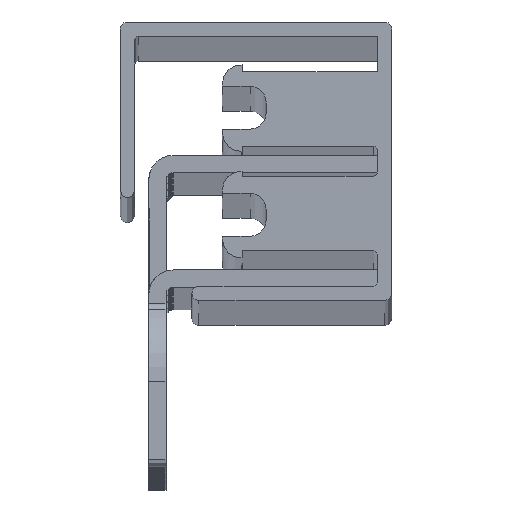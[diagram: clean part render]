
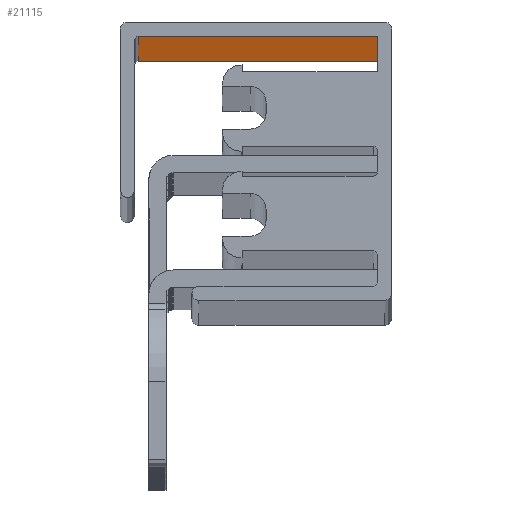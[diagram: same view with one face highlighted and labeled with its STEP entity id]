
A CAD part, top view. The second image highlights one B-rep face of the part: STEP entity #21115.
In plain terms, the highlighted planar face has unit normal (0, -1, 0).
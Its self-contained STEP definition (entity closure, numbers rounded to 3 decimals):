
#125=DIRECTION('',(-1.,0.,0.));
#126=VECTOR('',#125,16.75);
#127=CARTESIAN_POINT('',(8.5,8.75,-500.));
#128=LINE('',#127,#126);
#129=DIRECTION('',(0.,0.,-1.));
#130=VECTOR('',#129,1000.);
#131=CARTESIAN_POINT('',(8.5,8.75,500.));
#132=LINE('',#131,#130);
#133=DIRECTION('',(0.,0.,-1.));
#134=VECTOR('',#133,1000.);
#135=CARTESIAN_POINT('',(-8.25,8.75,500.));
#136=LINE('',#135,#134);
#8968=DIRECTION('',(-1.,0.,0.));
#8969=VECTOR('',#8968,16.75);
#8970=CARTESIAN_POINT('',(8.5,8.75,500.));
#8971=LINE('',#8970,#8969);
#16268=CARTESIAN_POINT('',(-8.25,8.75,-500.));
#16269=VERTEX_POINT('',#16268);
#16270=CARTESIAN_POINT('',(8.5,8.75,-500.));
#16271=VERTEX_POINT('',#16270);
#16274=CARTESIAN_POINT('',(8.5,8.75,500.));
#16275=VERTEX_POINT('',#16274);
#16276=CARTESIAN_POINT('',(-8.25,8.75,500.));
#16277=VERTEX_POINT('',#16276);
#21102=CARTESIAN_POINT('',(0.125,8.75,0.));
#21103=DIRECTION('',(0.,1.,0.));
#21104=DIRECTION('',(1.,0.,0.));
#21105=AXIS2_PLACEMENT_3D('',#21102,#21103,#21104);
#21106=PLANE('',#21105);
#21107=ORIENTED_EDGE('',*,*,#21066,.T.);
#21109=ORIENTED_EDGE('',*,*,#21108,.F.);
#21111=ORIENTED_EDGE('',*,*,#21110,.F.);
#21112=ORIENTED_EDGE('',*,*,#21094,.T.);
#21113=EDGE_LOOP('',(#21107,#21109,#21111,#21112));
#21114=FACE_OUTER_BOUND('',#21113,.F.);
#21066=EDGE_CURVE('',#16271,#16269,#128,.T.);
#21094=EDGE_CURVE('',#16275,#16271,#132,.T.);
#21108=EDGE_CURVE('',#16277,#16269,#136,.T.);
#21110=EDGE_CURVE('',#16275,#16277,#8971,.T.);
#21115=ADVANCED_FACE('',(#21114),#21106,.F.);
